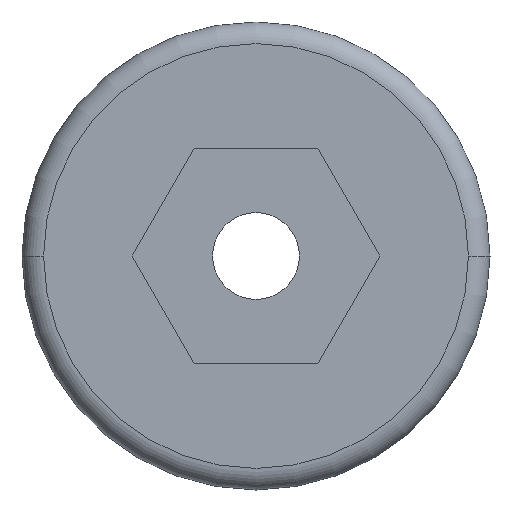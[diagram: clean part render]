
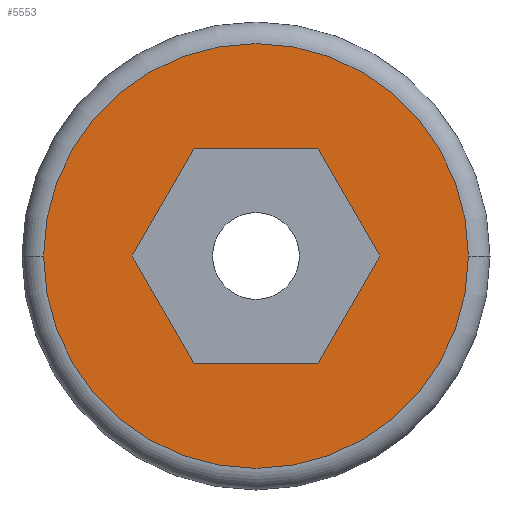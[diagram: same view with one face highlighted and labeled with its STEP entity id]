
A CAD part, left-side view. The second image highlights one B-rep face of the part: STEP entity #5553.
In plain terms, the highlighted planar face has unit normal (-1, 0, 0).
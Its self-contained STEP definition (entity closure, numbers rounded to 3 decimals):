
#2230=DIRECTION('',(0.,-0.5,0.866));
#2231=VECTOR('',#2230,1.455);
#2232=CARTESIAN_POINT('',(-2.93,1.455,0.));
#2233=LINE('',#2232,#2231);
#2234=DIRECTION('',(0.,0.5,0.866));
#2235=VECTOR('',#2234,1.455);
#2236=CARTESIAN_POINT('',(-2.93,0.727,-1.26));
#2237=LINE('',#2236,#2235);
#2238=DIRECTION('',(0.,1.,0.));
#2239=VECTOR('',#2238,1.455);
#2240=CARTESIAN_POINT('',(-2.93,-0.727,-1.26));
#2241=LINE('',#2240,#2239);
#2242=DIRECTION('',(0.,0.5,-0.866));
#2243=VECTOR('',#2242,1.455);
#2244=CARTESIAN_POINT('',(-2.93,-1.455,0.));
#2245=LINE('',#2244,#2243);
#2246=DIRECTION('',(0.,-0.5,-0.866));
#2247=VECTOR('',#2246,1.455);
#2248=CARTESIAN_POINT('',(-2.93,-0.727,1.26));
#2249=LINE('',#2248,#2247);
#2250=DIRECTION('',(0.,-1.,0.));
#2251=VECTOR('',#2250,1.455);
#2252=CARTESIAN_POINT('',(-2.93,0.727,1.26));
#2253=LINE('',#2252,#2251);
#2254=CARTESIAN_POINT('',(-2.93,0.,0.));
#2255=DIRECTION('',(-1.,0.,0.));
#2256=DIRECTION('',(0.,1.,0.));
#2257=AXIS2_PLACEMENT_3D('',#2254,#2255,#2256);
#2259=CARTESIAN_POINT('',(-2.93,0.,0.));
#2260=DIRECTION('',(-1.,0.,0.));
#2261=DIRECTION('',(0.,-1.,0.));
#2262=AXIS2_PLACEMENT_3D('',#2259,#2260,#2261);
#2449=CARTESIAN_POINT('',(-2.93,1.455,0.));
#2450=CARTESIAN_POINT('',(-2.93,0.727,1.26));
#2451=VERTEX_POINT('',#2449);
#2452=VERTEX_POINT('',#2450);
#2453=CARTESIAN_POINT('',(-2.93,-0.727,1.26));
#2454=VERTEX_POINT('',#2453);
#2455=CARTESIAN_POINT('',(-2.93,-1.455,0.));
#2456=VERTEX_POINT('',#2455);
#2457=CARTESIAN_POINT('',(-2.93,-0.727,-1.26));
#2458=VERTEX_POINT('',#2457);
#2459=CARTESIAN_POINT('',(-2.93,0.727,-1.26));
#2460=VERTEX_POINT('',#2459);
#2461=CARTESIAN_POINT('',(-2.93,2.496,0.));
#2462=CARTESIAN_POINT('',(-2.93,-2.496,0.));
#2463=VERTEX_POINT('',#2461);
#2464=VERTEX_POINT('',#2462);
#5529=CARTESIAN_POINT('',(-2.93,0.,0.));
#5530=DIRECTION('',(1.,0.,0.));
#5531=DIRECTION('',(0.,-1.,0.));
#5532=AXIS2_PLACEMENT_3D('',#5529,#5530,#5531);
#5533=PLANE('',#5532);
#5535=ORIENTED_EDGE('',*,*,#5534,.F.);
#5536=ORIENTED_EDGE('',*,*,#5519,.F.);
#5537=EDGE_LOOP('',(#5535,#5536));
#5538=FACE_OUTER_BOUND('',#5537,.F.);
#5540=ORIENTED_EDGE('',*,*,#5539,.F.);
#5542=ORIENTED_EDGE('',*,*,#5541,.F.);
#5544=ORIENTED_EDGE('',*,*,#5543,.F.);
#5546=ORIENTED_EDGE('',*,*,#5545,.F.);
#5548=ORIENTED_EDGE('',*,*,#5547,.F.);
#5550=ORIENTED_EDGE('',*,*,#5549,.F.);
#5551=EDGE_LOOP('',(#5540,#5542,#5544,#5546,#5548,#5550));
#5552=FACE_BOUND('',#5551,.F.);
#2258=CIRCLE('',#2257,2.496);
#2263=CIRCLE('',#2262,2.496);
#5519=EDGE_CURVE('',#2464,#2463,#2263,.T.);
#5534=EDGE_CURVE('',#2463,#2464,#2258,.T.);
#5539=EDGE_CURVE('',#2451,#2452,#2233,.T.);
#5541=EDGE_CURVE('',#2460,#2451,#2237,.T.);
#5543=EDGE_CURVE('',#2458,#2460,#2241,.T.);
#5545=EDGE_CURVE('',#2456,#2458,#2245,.T.);
#5547=EDGE_CURVE('',#2454,#2456,#2249,.T.);
#5549=EDGE_CURVE('',#2452,#2454,#2253,.T.);
#5553=ADVANCED_FACE('',(#5538,#5552),#5533,.F.);
